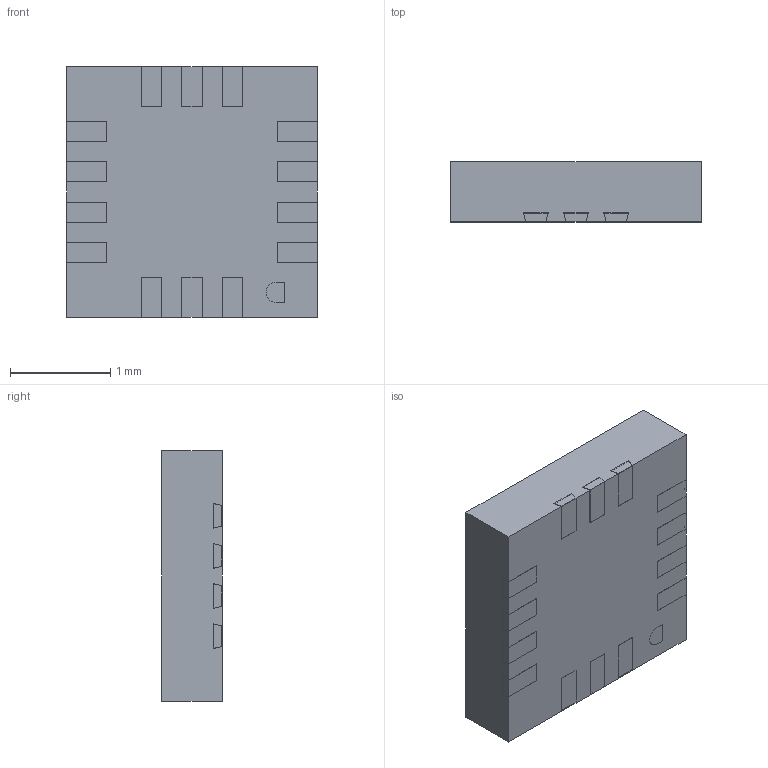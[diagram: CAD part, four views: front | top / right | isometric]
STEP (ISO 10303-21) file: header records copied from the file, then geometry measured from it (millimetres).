
FILE_DESCRIPTION((''),'2;1');
FILE_NAME('LEE14A_ASM','2012-02-09T',('CKXSSC'),(''),'PRO/ENGINEER BY PARAMETRIC TECHNOLOGY CORPORATION, 2011220','PRO/ENGINEER BY PARAMETRIC TECHNOLOGY CORPORATION, 2011220','');
FILE_SCHEMA(('AUTOMOTIVE_DESIGN_CC2 { 1 2 10303 214 -1 1 5 2 }'));
Length unit declared in the file: millimetre
Products named in the file (3): FRAME_LEE14A; BODY_LEE14A; LEE14A_ASM
Assembly tree (2 placements, depth 2):
  LEE14A_ASM
    FRAME_LEE14A
    BODY_LEE14A
Bounding box: 2.5 x 0.6 x 2.5 mm (x, y, z)
Volume: 3.8 mm3; surface area: 21.6 mm2
Topology: 16 solids, 16 shells, 213 faces, 540 edges, 360 vertices
Faces by surface type: plane 183, cylinder 30
Entity records: 8297 total; most frequent: CARTESIAN_POINT 1286, ORIENTED_EDGE 1080, DIRECTION 924, PRESENTATION_STYLE_ASSIGNMENT 575, STYLED_ITEM 556, CURVE_STYLE 540, EDGE_CURVE 540, VECTOR 480
